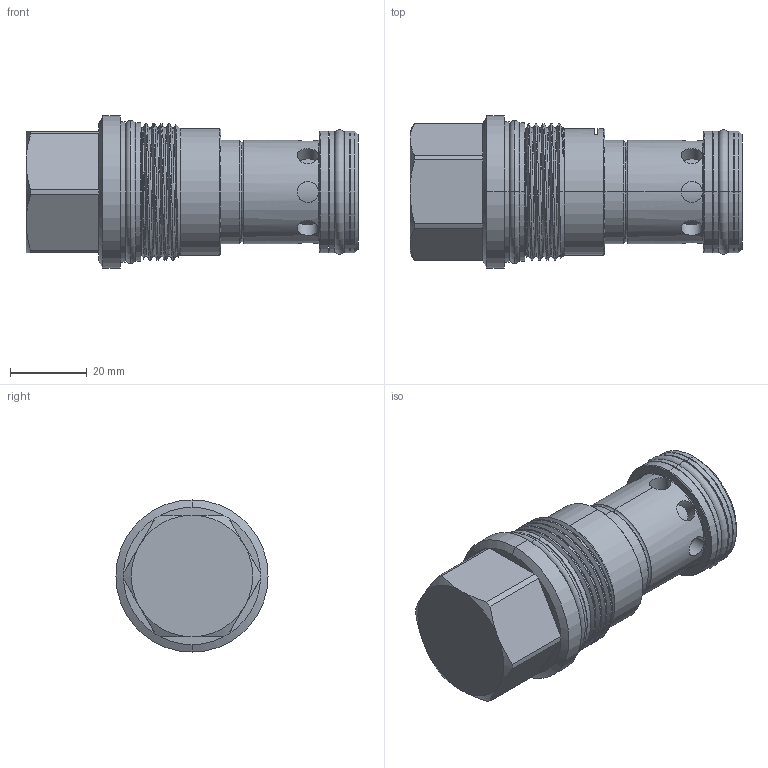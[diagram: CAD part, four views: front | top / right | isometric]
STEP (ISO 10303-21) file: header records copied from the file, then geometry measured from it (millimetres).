
FILE_DESCRIPTION (( 'STEP AP203' ), '1' );
FILE_NAME ('FR16A2F-N.STEP', '2020-03-19T08:35:56', ( '' ), ( '' ), 'SwSTEP 2.0', 'SolidWorks 2018', '' );
FILE_SCHEMA (( 'CONFIG_CONTROL_DESIGN' ));
Length unit declared in the file: millimetre
Products named in the file (1): FR16A2F-N
Bounding box: 86.57 x 39.67 x 39.67 mm (x, y, z)
Volume: 67861 mm3; surface area: 16323.8 mm2
Topology: 2 solids, 2 shells, 154 faces, 336 edges, 205 vertices
Faces by surface type: cylinder 75, plane 32, cone 26, torus 18, bspline 3
Entity records: 6304 total; most frequent: CARTESIAN_POINT 2931, DIRECTION 707, ORIENTED_EDGE 668, EDGE_CURVE 334, AXIS2_PLACEMENT_3D 303, VERTEX_POINT 205, EDGE_LOOP 177, ADVANCED_FACE 154
